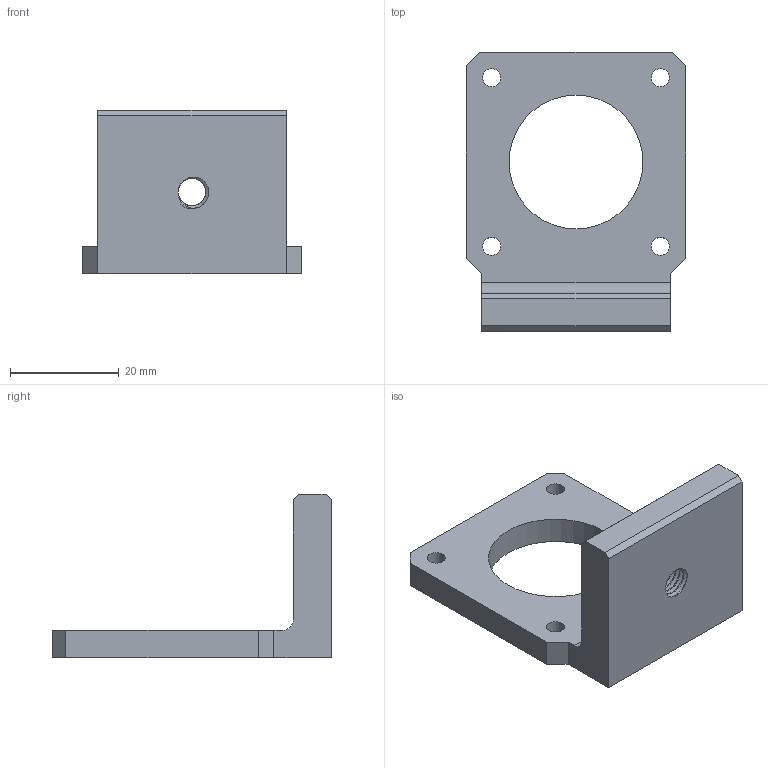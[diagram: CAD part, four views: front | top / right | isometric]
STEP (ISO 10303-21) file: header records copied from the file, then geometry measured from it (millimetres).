
FILE_DESCRIPTION(/* description */ (''),/* implementation_level */ '2;1');
FILE_NAME(/* name */ 'Stepper holder.step',/* time_stamp */ '2019-01-07T08:36:29+01:00',/* author */ (''),/* organization */ (''),/* preprocessor_version */ 'ST-DEVELOPER v17.2',/* originating_system */ 'Autodesk Translation Framework v7.6.0.251',/* authorisation */ '');
FILE_SCHEMA (('AUTOMOTIVE_DESIGN { 1 0 10303 214 3 1 1 }'));
Length unit declared in the file: millimetre
Products named in the file (1): holder nema
Bounding box: 40.25 x 51.25 x 30 mm (x, y, z)
Volume: 13297.3 mm3; surface area: 6615.1 mm2
Topology: 1 solids, 1 shells, 42 faces, 115 edges, 75 vertices
Faces by surface type: cylinder 24, plane 16, bspline 2
Full cylindrical faces by diameter (mm): 3.3 x4, 5.035 x8, 6.147 x7, 24.6 x1
Entity records: 2495 total; most frequent: CARTESIAN_POINT 1432, ORIENTED_EDGE 230, DIRECTION 178, EDGE_CURVE 115, VERTEX_POINT 75, LINE 64, VECTOR 64, AXIS2_PLACEMENT_3D 57
